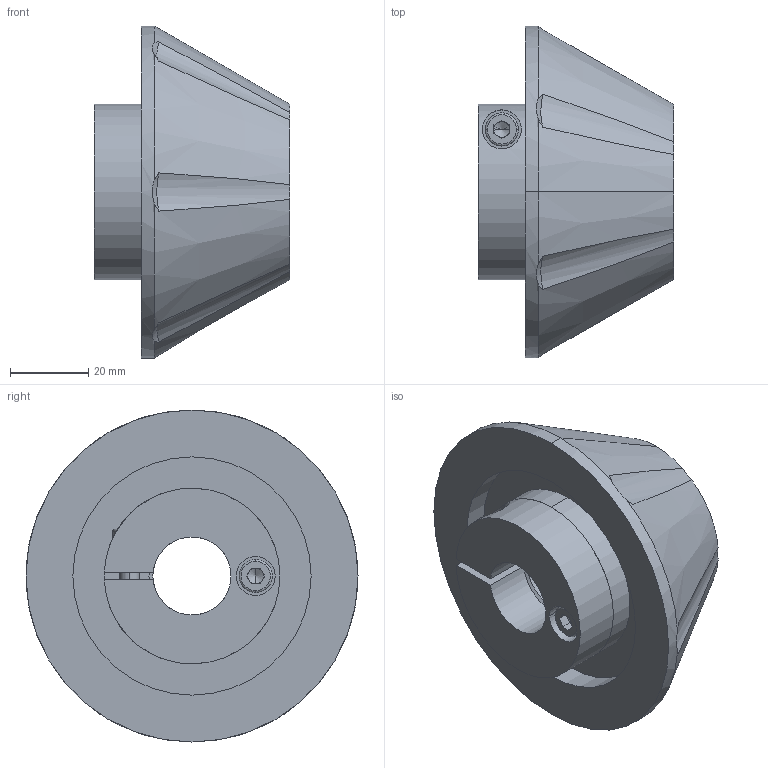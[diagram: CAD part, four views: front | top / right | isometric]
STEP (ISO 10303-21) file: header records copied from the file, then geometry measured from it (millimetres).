
FILE_DESCRIPTION (( 'STEP AP214' ), '1' );
FILE_NAME ('EL II-20-F-71.STEP', '2019-11-08T06:34:48', ( '' ), ( '' ), 'SwSTEP 2.0', 'SolidWorks 2019', '' );
FILE_SCHEMA (( 'AUTOMOTIVE_DESIGN' ));
Length unit declared in the file: millimetre
Products named in the file (1): EL II-20-F-71
Bounding box: 50 x 85 x 85 mm (x, y, z)
Volume: 130885.9 mm3; surface area: 27244.7 mm2
Topology: 4 solids, 4 shells, 112 faces, 259 edges, 158 vertices
Faces by surface type: plane 40, cylinder 37, cone 27, torus 8
Entity records: 4688 total; most frequent: CARTESIAN_POINT 859, DIRECTION 550, ORIENTED_EDGE 506, EDGE_CURVE 253, AXIS2_PLACEMENT_3D 225, VERTEX_POINT 158, EDGE_LOOP 129, UNCERTAINTY_MEASURE_WITH_UNIT 118
